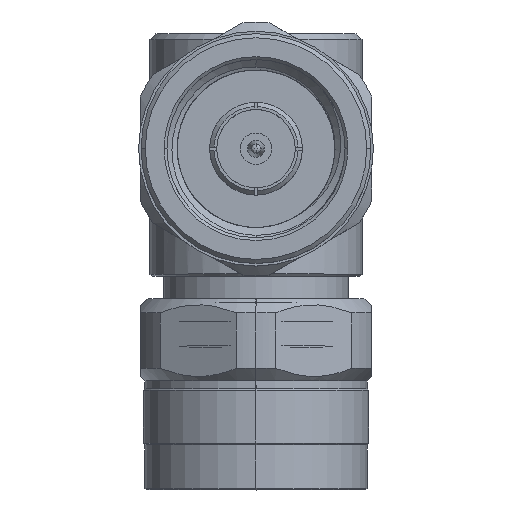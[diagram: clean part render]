
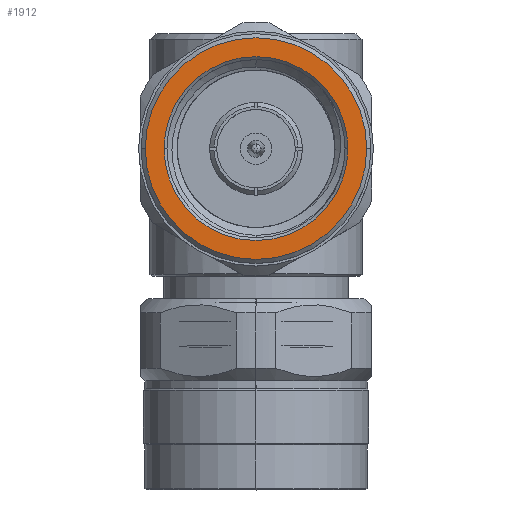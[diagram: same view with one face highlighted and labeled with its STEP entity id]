
A CAD part, top view. The second image highlights one B-rep face of the part: STEP entity #1912.
In plain terms, the highlighted face is planar.
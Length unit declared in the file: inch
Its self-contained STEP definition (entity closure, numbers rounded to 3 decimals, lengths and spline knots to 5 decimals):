
#10 = CIRCLE ( 'NONE', #8507, 0.3225 ) ;
#292 = CARTESIAN_POINT ( 'NONE',  ( 0., 0., 0.38863 ) ) ;
#315 = VERTEX_POINT ( 'NONE', #8402 ) ;
#746 = CARTESIAN_POINT ( 'NONE',  ( 0., 0., 0.3225 ) ) ;
#990 = ORIENTED_EDGE ( 'NONE', *, *, #1495, .T. ) ;
#1071 = CARTESIAN_POINT ( 'NONE',  ( 0., 0., 0. ) ) ;
#1442 = DIRECTION ( 'NONE',  ( 0., 0., -1. ) ) ;
#1495 = EDGE_CURVE ( 'NONE', #7433, #8589, #3033, .T. ) ;
#1912 = ADVANCED_FACE ( 'NONE', ( #7315, #5801 ), #5268, .T. ) ;
#2183 = EDGE_LOOP ( 'NONE', ( #3602, #2541 ) ) ;
#2541 = ORIENTED_EDGE ( 'NONE', *, *, #5764, .F. ) ;
#2542 = EDGE_CURVE ( 'NONE', #315, #6002, #7317, .T. ) ;
#2789 = DIRECTION ( 'NONE',  ( 0., 0., 1. ) ) ;
#2863 = AXIS2_PLACEMENT_3D ( 'NONE', #1071, #7382, #2789 ) ;
#3033 = CIRCLE ( 'NONE', #2863, 0.3225 ) ;
#3152 = EDGE_CURVE ( 'NONE', #8589, #7433, #10, .T. ) ;
#3217 = CARTESIAN_POINT ( 'NONE',  ( 0., 0., 0. ) ) ;
#3341 = DIRECTION ( 'NONE',  ( 1., 0., 0. ) ) ;
#3481 = DIRECTION ( 'NONE',  ( 0., 0., 1. ) ) ;
#3602 = ORIENTED_EDGE ( 'NONE', *, *, #2542, .F. ) ;
#4446 = DIRECTION ( 'NONE',  ( 1., 0., 0. ) ) ;
#4963 = CARTESIAN_POINT ( 'NONE',  ( 0., 0., 0. ) ) ;
#5268 = PLANE ( 'NONE',  #6852 ) ;
#5693 = DIRECTION ( 'NONE',  ( 0., 0., -1. ) ) ;
#5764 = EDGE_CURVE ( 'NONE', #6002, #315, #9458, .T. ) ;
#5801 = FACE_BOUND ( 'NONE', #6798, .T. ) ;
#6002 = VERTEX_POINT ( 'NONE', #292 ) ;
#6798 = EDGE_LOOP ( 'NONE', ( #990, #7638 ) ) ;
#6852 = AXIS2_PLACEMENT_3D ( 'NONE', #9276, #7423, #10011 ) ;
#7138 = AXIS2_PLACEMENT_3D ( 'NONE', #3217, #4446, #1442 ) ;
#7315 = FACE_OUTER_BOUND ( 'NONE', #2183, .T. ) ;
#7317 = CIRCLE ( 'NONE', #8988, 0.38863 ) ;
#7382 = DIRECTION ( 'NONE',  ( 1., 0., 0. ) ) ;
#7423 = DIRECTION ( 'NONE',  ( -1., 0., 0. ) ) ;
#7433 = VERTEX_POINT ( 'NONE', #746 ) ;
#7566 = CARTESIAN_POINT ( 'NONE',  ( 0., 0., -0.3225 ) ) ;
#7596 = DIRECTION ( 'NONE',  ( 1., 0., 0. ) ) ;
#7638 = ORIENTED_EDGE ( 'NONE', *, *, #3152, .T. ) ;
#8339 = CARTESIAN_POINT ( 'NONE',  ( 0., 0., 0. ) ) ;
#8402 = CARTESIAN_POINT ( 'NONE',  ( 0., 0., -0.38863 ) ) ;
#8507 = AXIS2_PLACEMENT_3D ( 'NONE', #8339, #7596, #3481 ) ;
#8589 = VERTEX_POINT ( 'NONE', #7566 ) ;
#8988 = AXIS2_PLACEMENT_3D ( 'NONE', #4963, #3341, #5693 ) ;
#9276 = CARTESIAN_POINT ( 'NONE',  ( 0., 0., 0. ) ) ;
#9458 = CIRCLE ( 'NONE', #7138, 0.38863 ) ;
#10011 = DIRECTION ( 'NONE',  ( 0., 0., 1. ) ) ;
